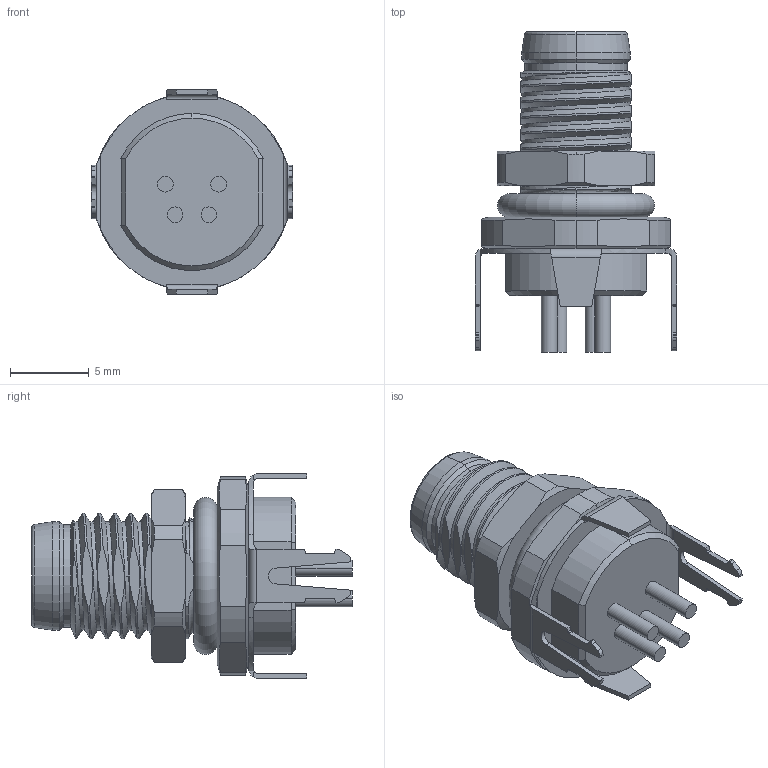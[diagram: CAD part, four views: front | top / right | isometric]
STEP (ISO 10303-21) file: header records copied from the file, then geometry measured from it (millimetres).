
FILE_DESCRIPTION (( 'STEP AP214' ), '1' );
FILE_NAME ('T4040034041-000.STEP', '2023-01-12T09:45:30', ( '' ), ( '' ), 'SwSTEP 2.0', 'SolidWorks 2021', '' );
FILE_SCHEMA (( 'AUTOMOTIVE_DESIGN' ));
Length unit declared in the file: millimetre
Products named in the file (2): T4040034041-000
Assembly tree (1 placements, depth 2):
  T4040034041-000
    T4040034041-000
Bounding box: 12.8 x 20.4 x 13 mm (x, y, z)
Volume: 1003.4 mm3; surface area: 1221.3 mm2
Topology: 1 solids, 1 shells, 255 faces, 684 edges, 438 vertices
Faces by surface type: plane 103, cylinder 98, cone 28, bspline 11, sphere 8, torus 7
Entity records: 11460 total; most frequent: CARTESIAN_POINT 5267, ORIENTED_EDGE 1336, DIRECTION 1217, EDGE_CURVE 668, AXIS2_PLACEMENT_3D 451, VERTEX_POINT 430, VECTOR 315, LINE 315
